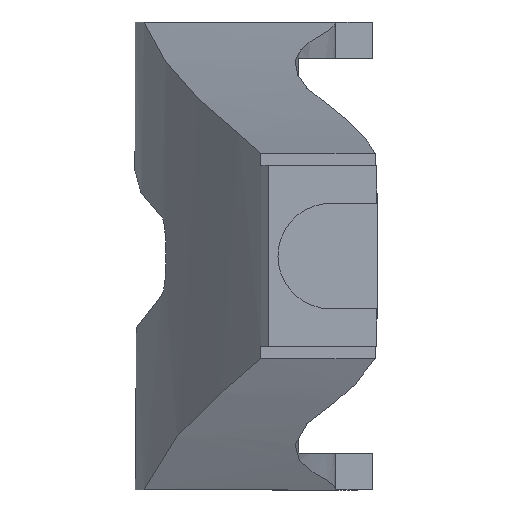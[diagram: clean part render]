
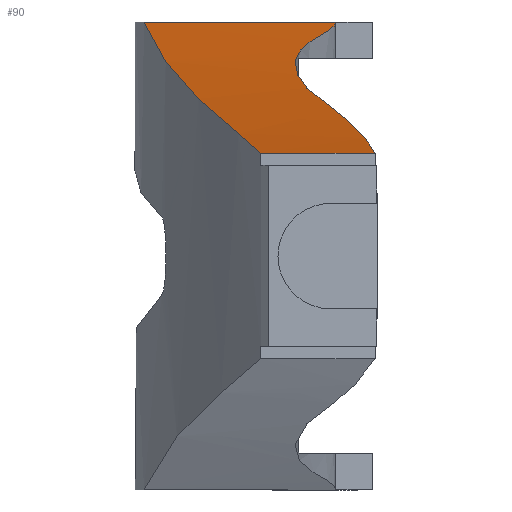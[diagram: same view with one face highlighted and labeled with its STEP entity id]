
A CAD part, front view. The second image highlights one B-rep face of the part: STEP entity #90.
In plain terms, the highlighted face is a extrusion surface.
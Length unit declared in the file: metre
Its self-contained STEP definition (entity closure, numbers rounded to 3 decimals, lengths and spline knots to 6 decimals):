
#90 = ADVANCED_FACE( '', ( #206 ), #207, .F. );
#206 = FACE_OUTER_BOUND( '', #350, .T. );
#207 = SURFACE_OF_LINEAR_EXTRUSION( '', #351, #352 );
#350 = EDGE_LOOP( '', ( #572, #573, #574, #575, #576, #577 ) );
#351 = B_SPLINE_CURVE_WITH_KNOTS( '', 3, ( #578, #579, #580, #581 ), .UNSPECIFIED., .F., .F., ( 4, 4 ), ( 0., 1. ), .UNSPECIFIED. );
#352 = VECTOR( '', #582, 1. );
#572 = ORIENTED_EDGE( '', *, *, #882, .F. );
#573 = ORIENTED_EDGE( '', *, *, #878, .F. );
#574 = ORIENTED_EDGE( '', *, *, #883, .F. );
#575 = ORIENTED_EDGE( '', *, *, #835, .F. );
#576 = ORIENTED_EDGE( '', *, *, #884, .F. );
#577 = ORIENTED_EDGE( '', *, *, #885, .F. );
#578 = CARTESIAN_POINT( '', ( -0.01775, -0.120408, 0.022769 ) );
#579 = CARTESIAN_POINT( '', ( -0.01775, -0.085166, 0.024078 ) );
#580 = CARTESIAN_POINT( '', ( -0.01775, -0.049759, 0.028309 ) );
#581 = CARTESIAN_POINT( '', ( -0.01775, -0.014982, 0.0355 ) );
#582 = DIRECTION( '', ( 1., 0., 0. ) );
#835 = EDGE_CURVE( '', #999, #1001, #1002, .T. );
#878 = EDGE_CURVE( '', #1070, #1072, #1073, .T. );
#882 = EDGE_CURVE( '', #1072, #1078, #1079, .F. );
#883 = EDGE_CURVE( '', #1001, #1070, #1080, .T. );
#884 = EDGE_CURVE( '', #1081, #999, #1082, .T. );
#885 = EDGE_CURVE( '', #1078, #1081, #1083, .T. );
#999 = VERTEX_POINT( '', #1265 );
#1001 = VERTEX_POINT( '', #1268 );
#1002 = ELLIPSE( '', #1269, 0.440965, 0.302889 );
#1070 = VERTEX_POINT( '', #1463 );
#1072 = VERTEX_POINT( '', #1466 );
#1073 = B_SPLINE_CURVE_WITH_KNOTS( '', 3, ( #1467, #1468, #1469, #1470, #1471, #1472, #1473, #1474 ), .UNSPECIFIED., .F., .F., ( 4, 2, 2, 4 ), ( 0., 0.019299, 0.028949, 0.038599 ), .UNSPECIFIED. );
#1078 = VERTEX_POINT( '', #1482 );
#1079 = LINE( '', #1483, #1484 );
#1080 = B_SPLINE_CURVE_WITH_KNOTS( '', 3, ( #1485, #1486, #1487, #1488, #1489, #1490, #1491, #1492, #1493, #1494, #1495, #1496, #1497, #1498 ), .UNSPECIFIED., .F., .F., ( 4, 2, 2, 2, 2, 2, 4 ), ( 0., 0.003501, 0.007003, 0.014005, 0.017507, 0.021008, 0.028011 ), .UNSPECIFIED. );
#1081 = VERTEX_POINT( '', #1499 );
#1082 = LINE( '', #1500, #1501 );
#1083 = B_SPLINE_CURVE_WITH_KNOTS( '', 3, ( #1502, #1503, #1504, #1505, #1506, #1507, #1508, #1509, #1510, #1511, #1512, #1513, #1514, #1515 ), .UNSPECIFIED., .F., .F., ( 4, 2, 2, 2, 2, 2, 4 ), ( 0.040747, 0.048953, 0.057159, 0.065365, 0.073571, 0.089983, 0.106395 ), .UNSPECIFIED. );
#1265 = CARTESIAN_POINT( '', ( 0.0056, -0.014982, 0.0355 ) );
#1268 = CARTESIAN_POINT( '', ( 0.0056, -0.015, 0.035496 ) );
#1269 = AXIS2_PLACEMENT_3D( '', #1683, #1684, #1685 );
#1463 = CARTESIAN_POINT( '', ( 0.003409, -0.042116, 0.030508 ) );
#1466 = CARTESIAN_POINT( '', ( 0.008592, -0.08, 0.02555 ) );
#1467 = CARTESIAN_POINT( '', ( 0.003409, -0.042116, 0.030508 ) );
#1468 = CARTESIAN_POINT( '', ( 0.004754, -0.048335, 0.029503 ) );
#1469 = CARTESIAN_POINT( '', ( 0.005902, -0.054599, 0.028587 ) );
#1470 = CARTESIAN_POINT( '', ( 0.007237, -0.064078, 0.027345 ) );
#1471 = CARTESIAN_POINT( '', ( 0.007617, -0.067256, 0.026953 ) );
#1472 = CARTESIAN_POINT( '', ( 0.008225, -0.073619, 0.026216 ) );
#1473 = CARTESIAN_POINT( '', ( 0.008453, -0.076807, 0.025871 ) );
#1474 = CARTESIAN_POINT( '', ( 0.008592, -0.08, 0.02555 ) );
#1482 = CARTESIAN_POINT( '', ( -0.000089, -0.08, 0.02555 ) );
#1483 = CARTESIAN_POINT( '', ( 0.000027, -0.08, 0.02555 ) );
#1484 = VECTOR( '', #1721, 1. );
#1485 = CARTESIAN_POINT( '', ( 0.0056, -0.015, 0.035496 ) );
#1486 = CARTESIAN_POINT( '', ( 0.0056, -0.016174, 0.035254 ) );
#1487 = CARTESIAN_POINT( '', ( 0.00534, -0.017289, 0.035027 ) );
#1488 = CARTESIAN_POINT( '', ( 0.004658, -0.019483, 0.034586 ) );
#1489 = CARTESIAN_POINT( '', ( 0.004233, -0.020562, 0.034372 ) );
#1490 = CARTESIAN_POINT( '', ( 0.003193, -0.023845, 0.03373 ) );
#1491 = CARTESIAN_POINT( '', ( 0.002797, -0.026087, 0.033304 ) );
#1492 = CARTESIAN_POINT( '', ( 0.002527, -0.029507, 0.032674 ) );
#1493 = CARTESIAN_POINT( '', ( 0.002492, -0.03066, 0.032465 ) );
#1494 = CARTESIAN_POINT( '', ( 0.002507, -0.032962, 0.032054 ) );
#1495 = CARTESIAN_POINT( '', ( 0.002557, -0.034109, 0.031852 ) );
#1496 = CARTESIAN_POINT( '', ( 0.002801, -0.037547, 0.031258 ) );
#1497 = CARTESIAN_POINT( '', ( 0.003085, -0.039832, 0.030876 ) );
#1498 = CARTESIAN_POINT( '', ( 0.003409, -0.042116, 0.030508 ) );
#1499 = CARTESIAN_POINT( '', ( -0.008938, -0.014982, 0.0355 ) );
#1500 = CARTESIAN_POINT( '', ( -0.01775, -0.014982, 0.0355 ) );
#1501 = VECTOR( '', #1722, 1. );
#1502 = CARTESIAN_POINT( '', ( -0.000089, -0.08, 0.02555 ) );
#1503 = CARTESIAN_POINT( '', ( -0.000346, -0.07726, 0.025825 ) );
#1504 = CARTESIAN_POINT( '', ( -0.00067, -0.07453, 0.026118 ) );
#1505 = CARTESIAN_POINT( '', ( -0.001395, -0.069082, 0.026737 ) );
#1506 = CARTESIAN_POINT( '', ( -0.001797, -0.066364, 0.027063 ) );
#1507 = CARTESIAN_POINT( '', ( -0.002636, -0.060936, 0.027751 ) );
#1508 = CARTESIAN_POINT( '', ( -0.003074, -0.058225, 0.028111 ) );
#1509 = CARTESIAN_POINT( '', ( -0.00395, -0.052811, 0.028868 ) );
#1510 = CARTESIAN_POINT( '', ( -0.004389, -0.050107, 0.029263 ) );
#1511 = CARTESIAN_POINT( '', ( -0.005672, -0.041999, 0.030503 ) );
#1512 = CARTESIAN_POINT( '', ( -0.006479, -0.036599, 0.031399 ) );
#1513 = CARTESIAN_POINT( '', ( -0.007886, -0.025796, 0.033339 ) );
#1514 = CARTESIAN_POINT( '', ( -0.008494, -0.020394, 0.034381 ) );
#1515 = CARTESIAN_POINT( '', ( -0.008938, -0.014982, 0.0355 ) );
#1683 = CARTESIAN_POINT( '', ( 0.0056, -0.118562, 0.32619 ) );
#1684 = DIRECTION( '', ( -1., 0., 0. ) );
#1685 = DIRECTION( '', ( 0., -0.997, -0.076 ) );
#1721 = DIRECTION( '', ( 1., 0., 0. ) );
#1722 = DIRECTION( '', ( 1., 0., 0. ) );
